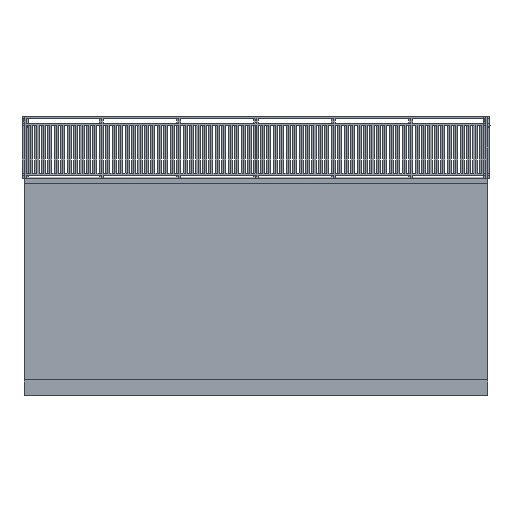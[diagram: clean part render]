
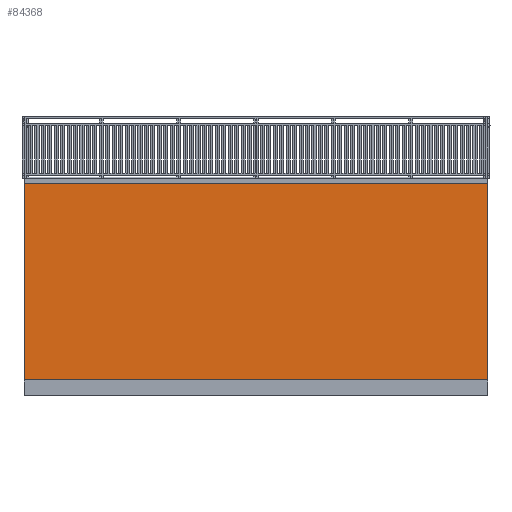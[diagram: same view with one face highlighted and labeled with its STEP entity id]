
A CAD part, left-side view. The second image highlights one B-rep face of the part: STEP entity #84368.
In plain terms, the highlighted planar face has unit normal (-1, 0, 0).
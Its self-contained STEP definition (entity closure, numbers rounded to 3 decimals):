
#5583=PLANE('',#89205);
#9908=FACE_OUTER_BOUND('',#14398,.T.);
#14398=EDGE_LOOP('',(#58025,#58026,#58027,#58028));
#19417=LINE('',#119903,#27735);
#19422=LINE('',#119922,#27740);
#19424=LINE('',#119926,#27742);
#19425=LINE('',#119927,#27743);
#27735=VECTOR('',#96680,0.039);
#27740=VECTOR('',#96691,0.039);
#27742=VECTOR('',#96695,0.039);
#27743=VECTOR('',#96696,0.039);
#36113=VERTEX_POINT('',#119901);
#36114=VERTEX_POINT('',#119902);
#36119=VERTEX_POINT('',#119921);
#36120=VERTEX_POINT('',#119925);
#44867=EDGE_CURVE('',#36113,#36114,#19417,.T.);
#44874=EDGE_CURVE('',#36113,#36119,#19422,.T.);
#44876=EDGE_CURVE('',#36120,#36114,#19424,.T.);
#44877=EDGE_CURVE('',#36120,#36119,#19425,.T.);
#58025=ORIENTED_EDGE('',*,*,#44867,.T.);
#58026=ORIENTED_EDGE('',*,*,#44876,.F.);
#58027=ORIENTED_EDGE('',*,*,#44877,.T.);
#58028=ORIENTED_EDGE('',*,*,#44874,.F.);
#84368=ADVANCED_FACE('',(#9908),#5583,.F.);
#89205=AXIS2_PLACEMENT_3D('',#119924,#96693,#96694);
#96680=DIRECTION('',(0.,1.,0.));
#96691=DIRECTION('',(0.,0.,-1.));
#96693=DIRECTION('center_axis',(1.,0.,0.));
#96694=DIRECTION('ref_axis',(0.,1.,0.));
#96695=DIRECTION('',(0.,0.,1.));
#96696=DIRECTION('',(0.,-1.,0.));
#119901=CARTESIAN_POINT('',(0.,0.,161.811));
#119902=CARTESIAN_POINT('',(0.,354.331,161.811));
#119903=CARTESIAN_POINT('',(0.,177.165,161.811));
#119921=CARTESIAN_POINT('',(0.,0.,11.811));
#119922=CARTESIAN_POINT('',(0.,0.,82.874));
#119924=CARTESIAN_POINT('Origin',(0.,177.165,
82.874));
#119925=CARTESIAN_POINT('',(0.,354.331,11.811));
#119926=CARTESIAN_POINT('',(0.,354.331,82.874));
#119927=CARTESIAN_POINT('',(0.,177.165,11.811));
